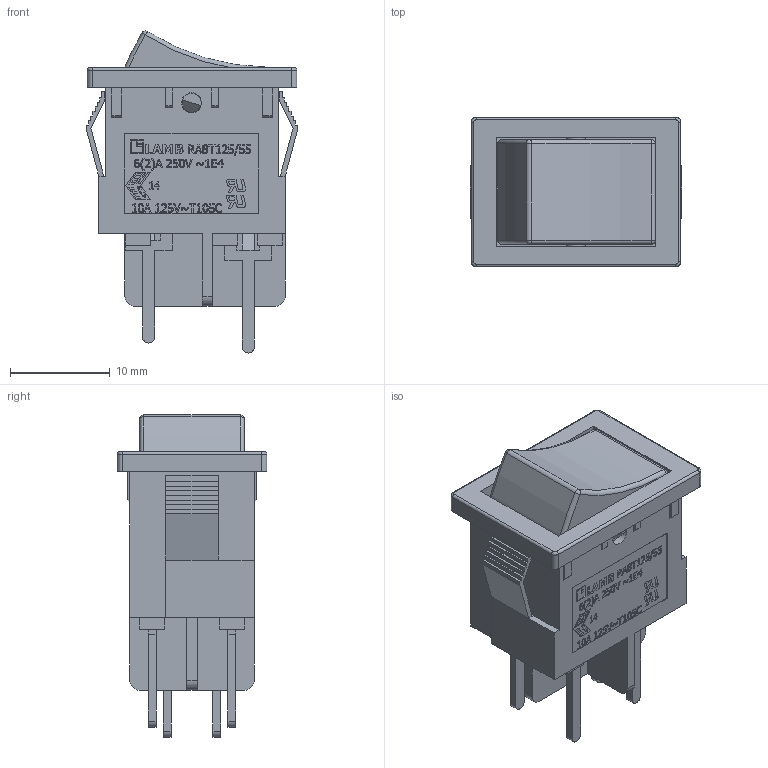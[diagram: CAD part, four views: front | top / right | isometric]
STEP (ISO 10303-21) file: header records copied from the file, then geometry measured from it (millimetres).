
FILE_DESCRIPTION(/* description */ (''),/* implementation_level */ '2;1');
FILE_NAME(/* name */ 'RA8323xx00.stp',/* time_stamp */ '2022-11-02T09:48:31-05:00',/* author */ ('mroman'),/* organization */ (''),/* preprocessor_version */ 'ST-DEVELOPER v18.1',/* originating_system */ 'Autodesk Inventor 2020',/* authorisation */ '');
FILE_SCHEMA (('AUTOMOTIVE_DESIGN { 1 0 10303 214 3 1 1 }'));
Length unit declared in the file: millimetre
Products named in the file (1): RA8323xx00
Bounding box: 21.2 x 15 x 32.3 mm (x, y, z)
Volume: 2603.8 mm3; surface area: 4300.9 mm2
Topology: 2 solids, 2 shells, 1096 faces, 3022 edges, 1994 vertices
Faces by surface type: plane 744, bspline 289, cylinder 51, torus 6, sphere 4, cone 2
Full cylindrical faces by diameter (mm): 2 x2
Entity records: 36840 total; most frequent: CARTESIAN_POINT 10716, ORIENTED_EDGE 6044, DIRECTION 4200, EDGE_CURVE 3022, LINE 2320, VECTOR 2320, VERTEX_POINT 1994, EDGE_LOOP 1176
